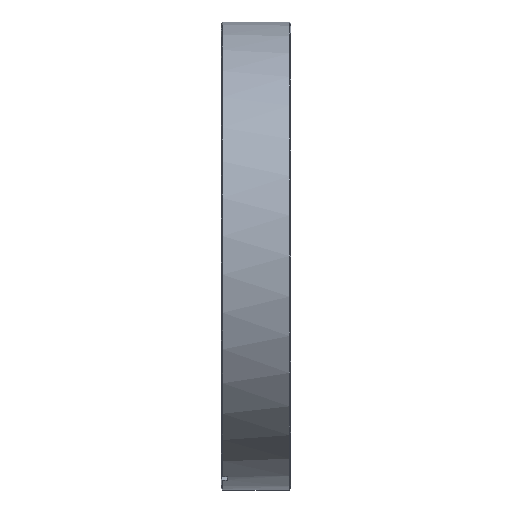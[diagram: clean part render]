
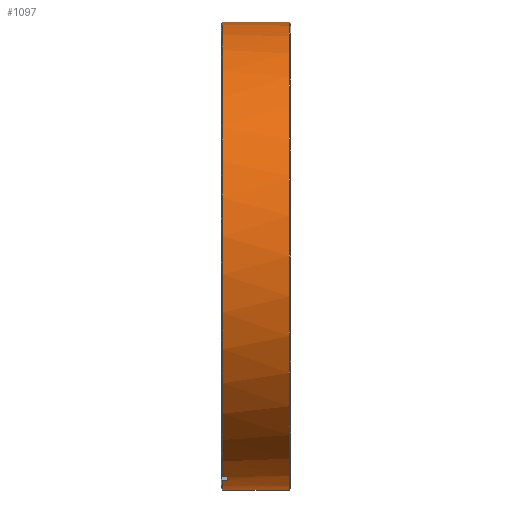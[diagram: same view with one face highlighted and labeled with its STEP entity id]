
A CAD part, left-side view. The second image highlights one B-rep face of the part: STEP entity #1097.
In plain terms, the highlighted cylindrical face has radius 58.7 mm (diameter 117.4 mm), a partial arc.
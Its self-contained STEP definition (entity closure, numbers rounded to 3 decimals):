
#59 = LINE ( 'NONE', #471, #1653 ) ;
#111 = EDGE_CURVE ( 'NONE', #2514, #600, #2307, .T. ) ;
#114 = ORIENTED_EDGE ( 'NONE', *, *, #111, .T. ) ;
#142 = CARTESIAN_POINT ( 'NONE',  ( 0., -11.401, 58.7 ) ) ;
#143 = VERTEX_POINT ( 'NONE', #2360 ) ;
#154 = DIRECTION ( 'NONE',  ( 0., -1., 0. ) ) ;
#158 = CARTESIAN_POINT ( 'NONE',  ( 0., 17.1, -58.7 ) ) ;
#206 = EDGE_CURVE ( 'NONE', #143, #1639, #1059, .T. ) ;
#255 = ORIENTED_EDGE ( 'NONE', *, *, #988, .F. ) ;
#257 = AXIS2_PLACEMENT_3D ( 'NONE', #1393, #154, #1602 ) ;
#266 = LINE ( 'NONE', #142, #752 ) ;
#333 = EDGE_CURVE ( 'NONE', #2406, #1500, #744, .T. ) ;
#334 = DIRECTION ( 'NONE',  ( 0., -1., 0. ) ) ;
#355 = CARTESIAN_POINT ( 'NONE',  ( 0., 17.1, 0. ) ) ;
#394 = EDGE_CURVE ( 'NONE', #1042, #2406, #59, .T. ) ;
#397 = CIRCLE ( 'NONE', #1190, 58.7 ) ;
#402 = CARTESIAN_POINT ( 'NONE',  ( 0., 17.1, 58.7 ) ) ;
#468 = ORIENTED_EDGE ( 'NONE', *, *, #394, .T. ) ;
#471 = CARTESIAN_POINT ( 'NONE',  ( 0., -11.401, -58.7 ) ) ;
#500 = CARTESIAN_POINT ( 'NONE',  ( 0., 17.1, 0. ) ) ;
#515 = CARTESIAN_POINT ( 'NONE',  ( 0., 0.4, 58.7 ) ) ;
#520 = VECTOR ( 'NONE', #2540, 1000. ) ;
#541 = DIRECTION ( 'NONE',  ( 0., 1., 0. ) ) ;
#564 = CYLINDRICAL_SURFACE ( 'NONE', #2643, 58.7 ) ;
#567 = DIRECTION ( 'NONE',  ( 0., 0., -1. ) ) ;
#600 = VERTEX_POINT ( 'NONE', #1727 ) ;
#706 = DIRECTION ( 'NONE',  ( 0., 0., -1. ) ) ;
#744 = CIRCLE ( 'NONE', #1524, 58.7 ) ;
#752 = VECTOR ( 'NONE', #972, 1000. ) ;
#797 = CARTESIAN_POINT ( 'NONE',  ( 0., 0.4, -58.7 ) ) ;
#815 = ORIENTED_EDGE ( 'NONE', *, *, #333, .T. ) ;
#825 = ORIENTED_EDGE ( 'NONE', *, *, #1912, .T. ) ;
#923 = ORIENTED_EDGE ( 'NONE', *, *, #206, .T. ) ;
#941 = CIRCLE ( 'NONE', #1436, 58.7 ) ;
#972 = DIRECTION ( 'NONE',  ( 0., -1., 0. ) ) ;
#988 = EDGE_CURVE ( 'NONE', #1253, #1500, #266, .T. ) ;
#1042 = VERTEX_POINT ( 'NONE', #158 ) ;
#1052 = CARTESIAN_POINT ( 'NONE',  ( -19.324, -11.401, -55.428 ) ) ;
#1059 = LINE ( 'NONE', #1301, #520 ) ;
#1097 = ADVANCED_FACE ( 'NONE', ( #1595 ), #564, .T. ) ;
#1190 = AXIS2_PLACEMENT_3D ( 'NONE', #355, #1813, #567 ) ;
#1221 = CARTESIAN_POINT ( 'NONE',  ( 0., -11.401, 0. ) ) ;
#1253 = VERTEX_POINT ( 'NONE', #402 ) ;
#1301 = CARTESIAN_POINT ( 'NONE',  ( -16.946, -11.401, -56.201 ) ) ;
#1315 = ORIENTED_EDGE ( 'NONE', *, *, #2631, .T. ) ;
#1393 = CARTESIAN_POINT ( 'NONE',  ( 0., 16., 0. ) ) ;
#1436 = AXIS2_PLACEMENT_3D ( 'NONE', #500, #1962, #706 ) ;
#1500 = VERTEX_POINT ( 'NONE', #515 ) ;
#1524 = AXIS2_PLACEMENT_3D ( 'NONE', #2401, #541, #2190 ) ;
#1525 = CIRCLE ( 'NONE', #257, 58.7 ) ;
#1572 = EDGE_LOOP ( 'NONE', ( #255, #825, #114, #2641, #923, #1315, #468, #815 ) ) ;
#1595 = FACE_OUTER_BOUND ( 'NONE', #1572, .T. ) ;
#1602 = DIRECTION ( 'NONE',  ( 0., 0., -1. ) ) ;
#1639 = VERTEX_POINT ( 'NONE', #2429 ) ;
#1642 = EDGE_CURVE ( 'NONE', #600, #143, #1525, .T. ) ;
#1653 = VECTOR ( 'NONE', #334, 1000. ) ;
#1727 = CARTESIAN_POINT ( 'NONE',  ( -19.324, 16., -55.428 ) ) ;
#1813 = DIRECTION ( 'NONE',  ( 0., -1., 0. ) ) ;
#1894 = VECTOR ( 'NONE', #2099, 1000. ) ;
#1900 = CARTESIAN_POINT ( 'NONE',  ( -19.324, 17.1, -55.428 ) ) ;
#1912 = EDGE_CURVE ( 'NONE', #1253, #2514, #397, .T. ) ;
#1962 = DIRECTION ( 'NONE',  ( 0., -1., 0. ) ) ;
#2099 = DIRECTION ( 'NONE',  ( 0., -1., 0. ) ) ;
#2190 = DIRECTION ( 'NONE',  ( 0., 0., 1. ) ) ;
#2253 = DIRECTION ( 'NONE',  ( 0., -1., 0. ) ) ;
#2307 = LINE ( 'NONE', #1052, #1894 ) ;
#2360 = CARTESIAN_POINT ( 'NONE',  ( -16.946, 16., -56.201 ) ) ;
#2401 = CARTESIAN_POINT ( 'NONE',  ( 0., 0.4, 0. ) ) ;
#2406 = VERTEX_POINT ( 'NONE', #797 ) ;
#2429 = CARTESIAN_POINT ( 'NONE',  ( -16.946, 17.1, -56.201 ) ) ;
#2468 = DIRECTION ( 'NONE',  ( 0., 0., -1. ) ) ;
#2514 = VERTEX_POINT ( 'NONE', #1900 ) ;
#2540 = DIRECTION ( 'NONE',  ( 0., 1., 0. ) ) ;
#2631 = EDGE_CURVE ( 'NONE', #1639, #1042, #941, .T. ) ;
#2641 = ORIENTED_EDGE ( 'NONE', *, *, #1642, .T. ) ;
#2643 = AXIS2_PLACEMENT_3D ( 'NONE', #1221, #2253, #2468 ) ;
